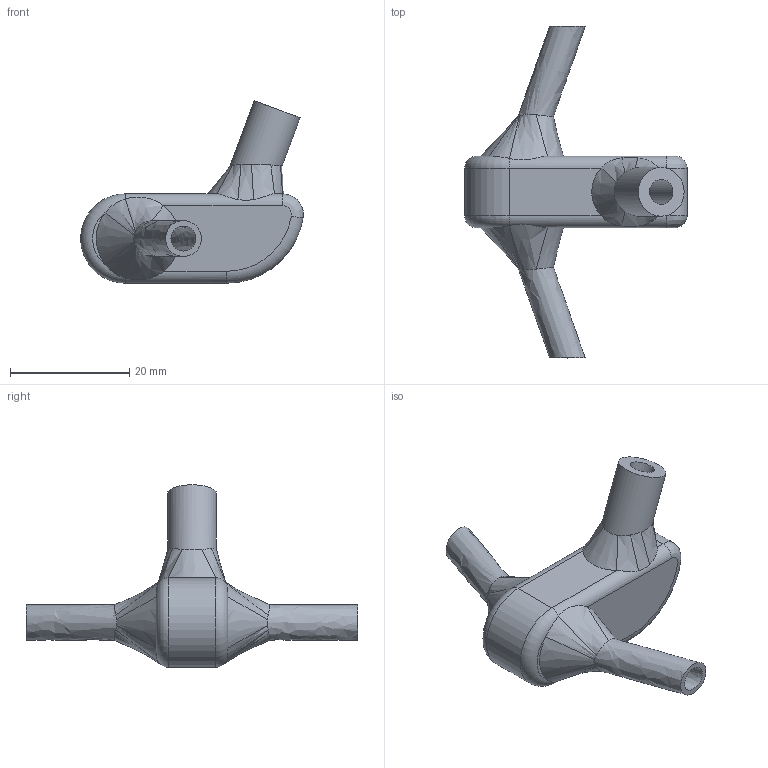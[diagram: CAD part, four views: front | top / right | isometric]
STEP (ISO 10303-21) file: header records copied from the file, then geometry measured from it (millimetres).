
FILE_DESCRIPTION(/* description */ (''),/* implementation_level */ '2;1');
FILE_NAME(/* name */ 'Front_connector_empennage.step',/* time_stamp */ '2021-05-19T15:26:52+02:00',/* author */ (''),/* organization */ (''),/* preprocessor_version */ 'ST-DEVELOPER v18.1',/* originating_system */ 'Autodesk Translation Framework v10.6.0.1341',/* authorisation */ '');
FILE_SCHEMA (('AUTOMOTIVE_DESIGN { 1 0 10303 214 3 1 1 }'));
Length unit declared in the file: millimetre
Products named in the file (1): FusionComponent
Bounding box: 37.38 x 55.71 x 30.62 mm (x, y, z)
Volume: 7563.9 mm3; surface area: 4182.4 mm2
Topology: 1 solids, 1 shells, 53 faces, 124 edges, 73 vertices
Faces by surface type: bspline 28, plane 11, cylinder 9, torus 4, cone 1
Full cylindrical faces by diameter (mm): 4.2 x1, 8.2 x1
Entity records: 2133 total; most frequent: CARTESIAN_POINT 1059, ORIENTED_EDGE 246, DIRECTION 155, EDGE_CURVE 123, VERTEX_POINT 73, AXIS2_PLACEMENT_3D 57, EDGE_LOOP 56, FACE_OUTER_BOUND 53
